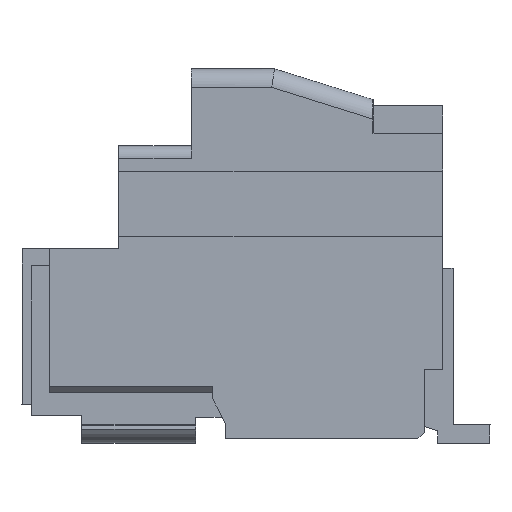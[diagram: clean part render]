
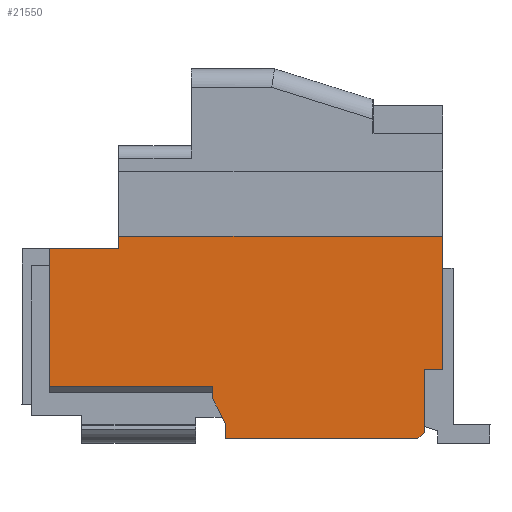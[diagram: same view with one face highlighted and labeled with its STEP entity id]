
A CAD part, front view. The second image highlights one B-rep face of the part: STEP entity #21550.
In plain terms, the highlighted planar face has unit normal (0, -1, 0).
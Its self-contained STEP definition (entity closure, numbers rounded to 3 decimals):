
#280=CARTESIAN_POINT('',(-63.456,-36.215,
127.845));
#290=VERTEX_POINT('',#280);
#320=CARTESIAN_POINT('',(-63.456,-36.215,
127.754));
#330=DIRECTION('',(0.,0.,-1.));
#340=VECTOR('',#330,1.);
#350=LINE('',#320,#340);
#360=CARTESIAN_POINT('',(-63.456,-36.215,
125.605));
#370=VERTEX_POINT('',#360);
#380=EDGE_CURVE('',#290,#370,#350,.T.);
#5120=CARTESIAN_POINT('',(-57.476,-36.215,
124.755));
#5130=VERTEX_POINT('',#5120);
#5160=CARTESIAN_POINT('',(-54.478,-36.215,
127.754));
#5170=DIRECTION('',(-0.707,0.,
-0.707));
#5180=VECTOR('',#5170,1.);
#5190=LINE('',#5160,#5180);
#5200=CARTESIAN_POINT('',(-57.376,-36.215,
124.855));
#5210=VERTEX_POINT('',#5200);
#5220=EDGE_CURVE('',#5210,#5130,#5190,.T.);
#20170=CARTESIAN_POINT('',(-60.356,-36.215,
125.605));
#20180=DIRECTION('',(1.,0.,0.));
#20190=VECTOR('',#20180,1.);
#20200=LINE('',#20170,#20190);
#20210=CARTESIAN_POINT('',(-60.806,-36.215,
125.605));
#20220=VERTEX_POINT('',#20210);
#20230=EDGE_CURVE('',#370,#20220,#20200,.T.);
#20690=CARTESIAN_POINT('',(-59.706,-36.215,
126.633));
#20700=DIRECTION('',(0.,1.,0.));
#20710=DIRECTION('',(-1.,0.,0.));
#20720=AXIS2_PLACEMENT_3D('',#20690,#20700,#20710);
#20730=PLANE('',#20720);
#20740=ORIENTED_EDGE('',*,*,#5220,.F.);
#20750=CARTESIAN_POINT('',(-60.356,-36.215,
124.755));
#20760=DIRECTION('',(1.,0.,0.));
#20770=VECTOR('',#20760,1.);
#20780=LINE('',#20750,#20770);
#20790=CARTESIAN_POINT('',(-60.606,-36.215,
124.755));
#20800=VERTEX_POINT('',#20790);
#20810=EDGE_CURVE('',#20800,#5130,#20780,.T.);
#20820=ORIENTED_EDGE('',*,*,#20810,.T.);
#20830=CARTESIAN_POINT('',(-60.606,-36.215,
127.754));
#20840=DIRECTION('',(0.,0.,-1.));
#20850=VECTOR('',#20840,1.);
#20860=LINE('',#20830,#20850);
#20870=CARTESIAN_POINT('',(-60.606,-36.215,
125.005));
#20880=VERTEX_POINT('',#20870);
#20890=EDGE_CURVE('',#20880,#20800,#20860,.T.);
#20900=ORIENTED_EDGE('',*,*,#20890,.T.);
#20910=CARTESIAN_POINT('',(-61.981,-36.215,
127.754));
#20920=DIRECTION('',(0.447,0.,
-0.894));
#20930=VECTOR('',#20920,1.);
#20940=LINE('',#20910,#20930);
#20950=CARTESIAN_POINT('',(-60.806,-36.215,
125.405));
#20960=VERTEX_POINT('',#20950);
#20970=EDGE_CURVE('',#20960,#20880,#20940,.T.);
#20980=ORIENTED_EDGE('',*,*,#20970,.T.);
#20990=CARTESIAN_POINT('',(-60.806,-36.215,
127.754));
#21000=DIRECTION('',(0.,0.,1.));
#21010=VECTOR('',#21000,1.);
#21020=LINE('',#20990,#21010);
#21030=EDGE_CURVE('',#20960,#20220,#21020,.T.);
#21040=ORIENTED_EDGE('',*,*,#21030,.F.);
#21050=ORIENTED_EDGE('',*,*,#20230,.T.);
#21060=ORIENTED_EDGE('',*,*,#380,.T.);
#21070=CARTESIAN_POINT('',(-60.356,-36.215,
127.845));
#21080=DIRECTION('',(1.,0.,0.));
#21090=VECTOR('',#21080,1.);
#21100=LINE('',#21070,#21090);
#21110=CARTESIAN_POINT('',(-62.336,-36.215,
127.845));
#21120=VERTEX_POINT('',#21110);
#21130=EDGE_CURVE('',#290,#21120,#21100,.T.);
#21140=ORIENTED_EDGE('',*,*,#21130,.F.);
#21150=CARTESIAN_POINT('',(-62.336,-36.215,
127.754));
#21160=DIRECTION('',(0.,0.,-1.));
#21170=VECTOR('',#21160,1.);
#21180=LINE('',#21150,#21170);
#21190=CARTESIAN_POINT('',(-62.336,-36.215,
128.045));
#21200=VERTEX_POINT('',#21190);
#21210=EDGE_CURVE('',#21200,#21120,#21180,.T.);
#21220=ORIENTED_EDGE('',*,*,#21210,.T.);
#21230=CARTESIAN_POINT('',(-60.356,-36.215,
128.045));
#21240=DIRECTION('',(1.,0.,0.));
#21250=VECTOR('',#21240,1.);
#21260=LINE('',#21230,#21250);
#21270=CARTESIAN_POINT('',(-57.076,-36.215,
128.045));
#21280=VERTEX_POINT('',#21270);
#21290=EDGE_CURVE('',#21200,#21280,#21260,.T.);
#21300=ORIENTED_EDGE('',*,*,#21290,.F.);
#21310=CARTESIAN_POINT('',(-57.076,-36.215,
127.754));
#21320=DIRECTION('',(0.,0.,-1.));
#21330=VECTOR('',#21320,1.);
#21340=LINE('',#21310,#21330);
#21350=CARTESIAN_POINT('',(-57.076,-36.215,
125.875));
#21360=VERTEX_POINT('',#21350);
#21370=EDGE_CURVE('',#21280,#21360,#21340,.T.);
#21380=ORIENTED_EDGE('',*,*,#21370,.F.);
#21390=CARTESIAN_POINT('',(-60.356,-36.215,
125.875));
#21400=DIRECTION('',(1.,0.,0.));
#21410=VECTOR('',#21400,1.);
#21420=LINE('',#21390,#21410);
#21430=CARTESIAN_POINT('',(-57.376,-36.215,
125.875));
#21440=VERTEX_POINT('',#21430);
#21450=EDGE_CURVE('',#21440,#21360,#21420,.T.);
#21460=ORIENTED_EDGE('',*,*,#21450,.T.);
#21470=CARTESIAN_POINT('',(-57.376,-36.215,0.));
#21480=DIRECTION('',(0.,0.,1.));
#21490=VECTOR('',#21480,1.);
#21500=LINE('',#21470,#21490);
#21510=EDGE_CURVE('',#5210,#21440,#21500,.T.);
#21520=ORIENTED_EDGE('',*,*,#21510,.T.);
#21530=EDGE_LOOP('',(#21520,#21460,#21380,#21300,#21220,#21140,#21060,
#21050,#21040,#20980,#20900,#20820,#20740));
#21540=FACE_OUTER_BOUND('',#21530,.T.);
#21550=ADVANCED_FACE('',(#21540),#20730,.F.);
